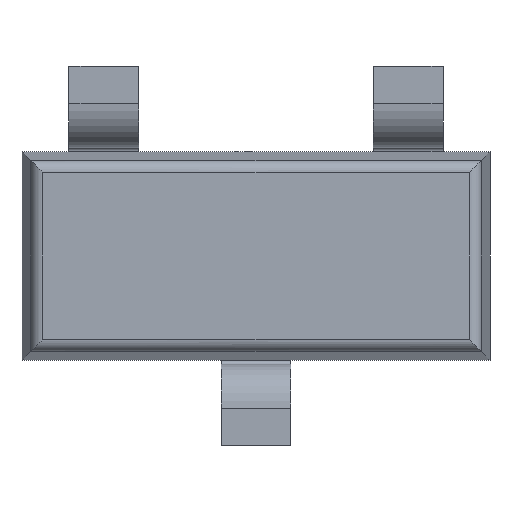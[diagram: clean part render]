
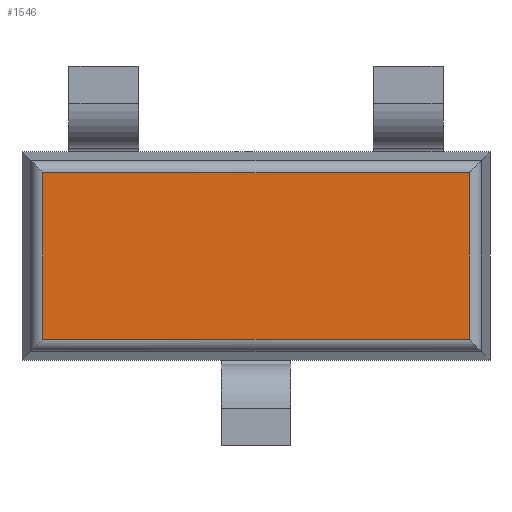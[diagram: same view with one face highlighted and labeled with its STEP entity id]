
A CAD part, front view. The second image highlights one B-rep face of the part: STEP entity #1546.
In plain terms, the highlighted planar face has unit normal (0, -1, 0).
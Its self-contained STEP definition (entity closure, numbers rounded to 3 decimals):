
#1507 = CARTESIAN_POINT ( 'NONE',  ( 1.329, 0.01, -0.519 ) ) ;
#1508 = VERTEX_POINT ( 'NONE', #1507 ) ;
#1509 = CARTESIAN_POINT ( 'NONE',  ( 1.329, 0.01, 0.519 ) ) ;
#1510 = VERTEX_POINT ( 'NONE', #1509 ) ;
#1511 = CARTESIAN_POINT ( 'NONE',  ( 1.329, 0.01, 0.043 ) ) ;
#1512 = DIRECTION ( 'NONE',  ( 0., 0., 1. ) ) ;
#1513 = VECTOR ( 'NONE', #1512, 1000. ) ;
#1514 = LINE ( 'NONE', #1511, #1513 ) ;
#1515 = EDGE_CURVE ( 'NONE', #1508, #1510, #1514, .T. ) ;
#1516 = ORIENTED_EDGE ( 'NONE', *, *, #1515, .T. ) ;
#1517 = CARTESIAN_POINT ( 'NONE',  ( -1.329, 0.01, 0.519 ) ) ;
#1518 = VERTEX_POINT ( 'NONE', #1517 ) ;
#1519 = CARTESIAN_POINT ( 'NONE',  ( 0.36, 0.01, 0.519 ) ) ;
#1520 = DIRECTION ( 'NONE',  ( -1., 0., 0. ) ) ;
#1521 = VECTOR ( 'NONE', #1520, 1000. ) ;
#1522 = LINE ( 'NONE', #1519, #1521 ) ;
#1523 = EDGE_CURVE ( 'NONE', #1510, #1518, #1522, .T. ) ;
#1524 = ORIENTED_EDGE ( 'NONE', *, *, #1523, .T. ) ;
#1525 = CARTESIAN_POINT ( 'NONE',  ( -1.329, 0.01, -0.519 ) ) ;
#1526 = VERTEX_POINT ( 'NONE', #1525 ) ;
#1527 = CARTESIAN_POINT ( 'NONE',  ( -1.329, 0.01, 0.043 ) ) ;
#1528 = DIRECTION ( 'NONE',  ( 0., 0., -1. ) ) ;
#1529 = VECTOR ( 'NONE', #1528, 1000. ) ;
#1530 = LINE ( 'NONE', #1527, #1529 ) ;
#1531 = EDGE_CURVE ( 'NONE', #1518, #1526, #1530, .T. ) ;
#1532 = ORIENTED_EDGE ( 'NONE', *, *, #1531, .T. ) ;
#1533 = CARTESIAN_POINT ( 'NONE',  ( 0.36, 0.01, -0.519 ) ) ;
#1534 = DIRECTION ( 'NONE',  ( 1., 0., 0. ) ) ;
#1535 = VECTOR ( 'NONE', #1534, 1000. ) ;
#1536 = LINE ( 'NONE', #1533, #1535 ) ;
#1537 = EDGE_CURVE ( 'NONE', #1526, #1508, #1536, .T. ) ;
#1538 = ORIENTED_EDGE ( 'NONE', *, *, #1537, .T. ) ;
#1539 = EDGE_LOOP ( 'NONE', ( #1516, #1524, #1532, #1538 ) ) ;
#1540 = FACE_OUTER_BOUND ( 'NONE', #1539, .T. ) ;
#1541 = CARTESIAN_POINT ( 'NONE',  ( 0.36, 0.01, 0.043 ) ) ;
#1542 = DIRECTION ( 'NONE',  ( 0., -1., 0. ) ) ;
#1543 = DIRECTION ( 'NONE',  ( 0., 0., -1. ) ) ;
#1544 = AXIS2_PLACEMENT_3D ( 'NONE', #1541, #1542, #1543 ) ;
#1545 = PLANE ( 'NONE', #1544 ) ;
#1546 = ADVANCED_FACE ( 'NONE', ( #1540 ), #1545, .T. ) ;
